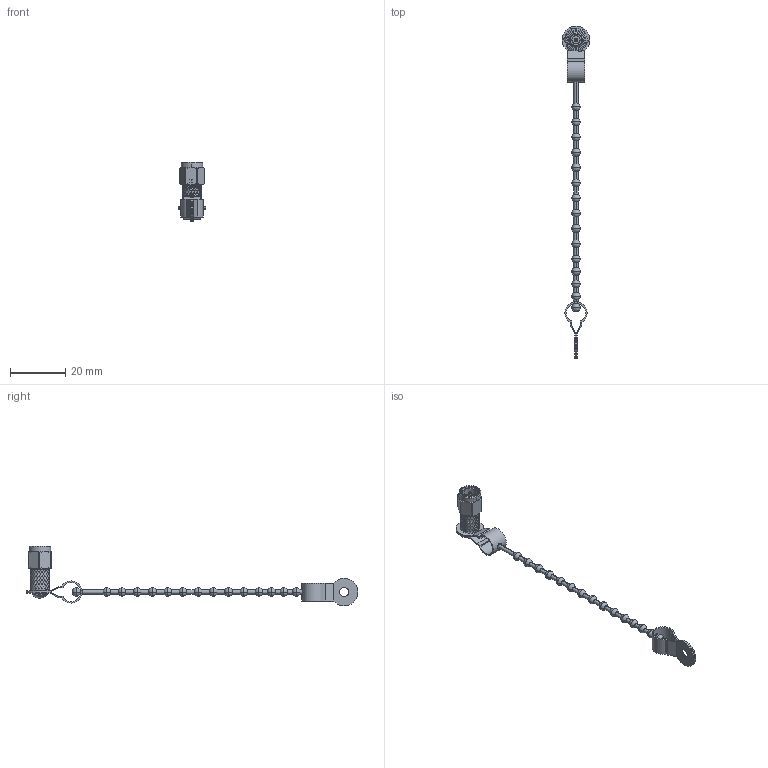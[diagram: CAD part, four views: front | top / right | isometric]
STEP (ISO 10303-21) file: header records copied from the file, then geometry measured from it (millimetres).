
FILE_DESCRIPTION (( 'STEP AP214' ), '1' );
FILE_NAME ('CM-KM-33-2.STEP', '2025-04-29T18:52:44', ( '' ), ( '' ), 'SwSTEP 2.0', 'SolidWorks 2021', '' );
FILE_SCHEMA (( 'AUTOMOTIVE_DESIGN' ));
Length unit declared in the file: inch
Products named in the file (1): CM-KM-33-2
Bounding box: 10 x 119.98 x 21.59 mm (x, y, z)
Volume: 1238.7 mm3; surface area: 3654.9 mm2
Topology: 24 solids, 24 shells, 1436 faces, 3162 edges, 1693 vertices
Faces by surface type: bspline 880, cylinder 356, plane 106, sphere 66, cone 22, torus 6
Entity records: 62276 total; most frequent: CARTESIAN_POINT 39960, ORIENTED_EDGE 6126, EDGE_CURVE 3063, DIRECTION 2276, B_SPLINE_CURVE_WITH_KNOTS 1937, VERTEX_POINT 1660, EDGE_LOOP 1467, FACE_OUTER_BOUND 1436
